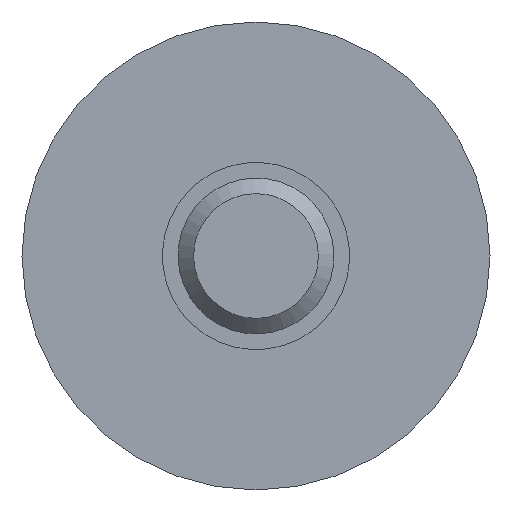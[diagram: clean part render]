
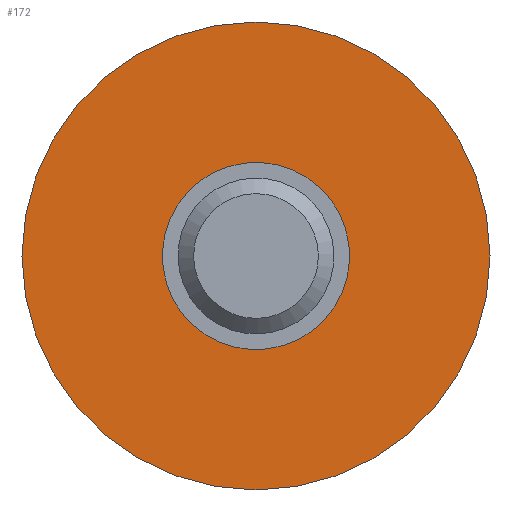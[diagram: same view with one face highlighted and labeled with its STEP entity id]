
A CAD part, left-side view. The second image highlights one B-rep face of the part: STEP entity #172.
In plain terms, the highlighted planar face has unit normal (-1, 0, 0).
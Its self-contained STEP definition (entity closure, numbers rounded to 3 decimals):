
#42=PLANE('',#196);
#59=FACE_OUTER_BOUND('',#76,.T.);
#76=EDGE_LOOP('',(#131));
#94=CIRCLE('',#197,7.5);
#105=VERTEX_POINT('',#301);
#116=EDGE_CURVE('',#105,#105,#94,.T.);
#131=ORIENTED_EDGE('',*,*,#116,.F.);
#172=ADVANCED_FACE('',(#59),#42,.T.);
#196=AXIS2_PLACEMENT_3D('',#300,#242,#243);
#197=AXIS2_PLACEMENT_3D('',#302,#244,#245);
#242=DIRECTION('center_axis',(-1.,0.,0.));
#243=DIRECTION('ref_axis',(0.,0.,1.));
#244=DIRECTION('center_axis',(1.,0.,0.));
#245=DIRECTION('ref_axis',(0.,1.,0.));
#300=CARTESIAN_POINT('Origin',(0.,3.75,0.));
#301=CARTESIAN_POINT('',(0.,7.5,0.));
#302=CARTESIAN_POINT('Origin',(0.,0.,
0.));
